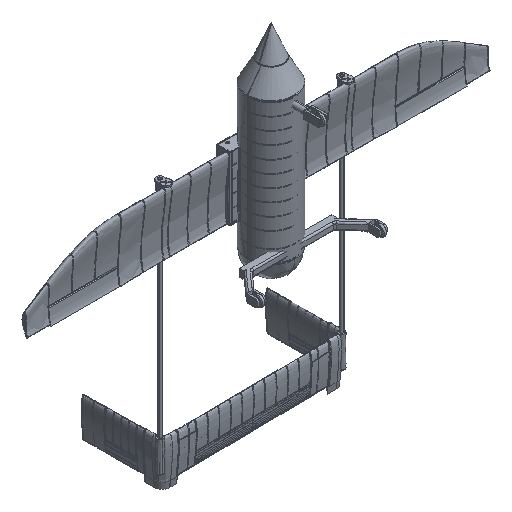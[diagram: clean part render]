
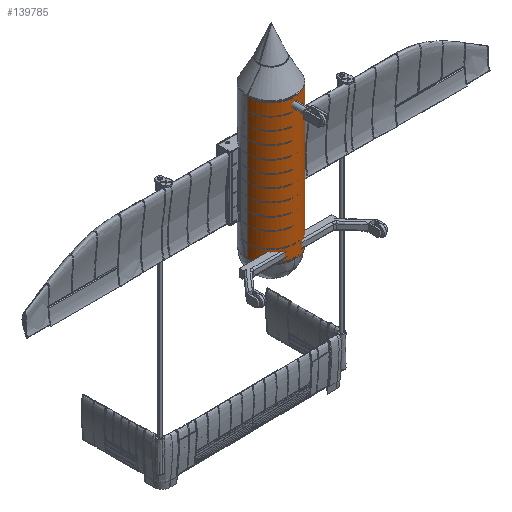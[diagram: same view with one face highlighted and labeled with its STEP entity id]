
A CAD part, isometric view. The second image highlights one B-rep face of the part: STEP entity #139785.
In plain terms, the highlighted free-form (B-spline) face has degree [2, 1] with [5, 2] control points.
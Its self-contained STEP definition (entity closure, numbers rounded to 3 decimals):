
#138150 = VERTEX_POINT('',#138151);
#138151 = CARTESIAN_POINT('',(0.,-181.568,
    -453.921));
#138157 = EDGE_CURVE('',#138150,#138158,#138160,.T.);
#138158 = VERTEX_POINT('',#138159);
#138159 = CARTESIAN_POINT('',(-181.568,0.,
    -453.921));
#138160 = ( BOUNDED_CURVE() B_SPLINE_CURVE(2,(#138161,#138162,#138163),
.UNSPECIFIED.,.F.,.F.) B_SPLINE_CURVE_WITH_KNOTS((3,3),(4.712,
6.283),.PIECEWISE_BEZIER_KNOTS.) CURVE() 
GEOMETRIC_REPRESENTATION_ITEM() RATIONAL_B_SPLINE_CURVE((1.,
0.707,1.)) REPRESENTATION_ITEM('') );
#138161 = CARTESIAN_POINT('',(0.,-181.568,
    -453.921));
#138162 = CARTESIAN_POINT('',(-181.568,-181.568,
    -453.921));
#138163 = CARTESIAN_POINT('',(-181.568,0.,
    -453.921));
#139593 = VERTEX_POINT('',#139594);
#139594 = CARTESIAN_POINT('',(181.568,0.,
    623.775));
#139595 = VERTEX_POINT('',#139596);
#139596 = CARTESIAN_POINT('',(-181.568,0.,
    623.775));
#139604 = EDGE_CURVE('',#139593,#139605,#139607,.T.);
#139605 = VERTEX_POINT('',#139606);
#139606 = CARTESIAN_POINT('',(181.568,0.,
    -453.921));
#139607 = B_SPLINE_CURVE_WITH_KNOTS('',1,(#139608,#139609),
  .UNSPECIFIED.,.F.,.F.,(2,2),(-0.,920.),.PIECEWISE_BEZIER_KNOTS.);
#139608 = CARTESIAN_POINT('',(181.568,0.,
    623.775));
#139609 = CARTESIAN_POINT('',(181.568,0.,
    -453.921));
#139618 = EDGE_CURVE('',#139595,#138158,#139619,.T.);
#139619 = B_SPLINE_CURVE_WITH_KNOTS('',1,(#139620,#139621),
  .UNSPECIFIED.,.F.,.F.,(2,2),(-0.,920.),.PIECEWISE_BEZIER_KNOTS.);
#139620 = CARTESIAN_POINT('',(-181.568,0.,
    623.775));
#139621 = CARTESIAN_POINT('',(-181.568,0.,
    -453.921));
#139785 = ADVANCED_FACE('',(#139786),#139805,.T.);
#139786 = FACE_BOUND('',#139787,.T.);
#139787 = EDGE_LOOP('',(#139788,#139789,#139797,#139798,#139799));
#139788 = ORIENTED_EDGE('',*,*,#139604,.F.);
#139789 = ORIENTED_EDGE('',*,*,#139790,.F.);
#139790 = EDGE_CURVE('',#139595,#139593,#139791,.T.);
#139791 = ( BOUNDED_CURVE() B_SPLINE_CURVE(2,(#139792,#139793,#139794,
#139795,#139796),.UNSPECIFIED.,.F.,.F.) B_SPLINE_CURVE_WITH_KNOTS((3,2,3
    ),(3.142,4.712,6.283),
.PIECEWISE_BEZIER_KNOTS.) CURVE() GEOMETRIC_REPRESENTATION_ITEM() 
RATIONAL_B_SPLINE_CURVE((1.,0.707,1.,0.707,1.)) 
REPRESENTATION_ITEM('') );
#139792 = CARTESIAN_POINT('',(-181.568,0.,
    623.775));
#139793 = CARTESIAN_POINT('',(-181.568,-181.568,
    623.775));
#139794 = CARTESIAN_POINT('',(0.,-181.568,
    623.775));
#139795 = CARTESIAN_POINT('',(181.568,-181.568,
    623.775));
#139796 = CARTESIAN_POINT('',(181.568,0.,
    623.775));
#139797 = ORIENTED_EDGE('',*,*,#139618,.T.);
#139798 = ORIENTED_EDGE('',*,*,#138157,.F.);
#139799 = ORIENTED_EDGE('',*,*,#139800,.F.);
#139800 = EDGE_CURVE('',#139605,#138150,#139801,.T.);
#139801 = ( BOUNDED_CURVE() B_SPLINE_CURVE(2,(#139802,#139803,#139804),
.UNSPECIFIED.,.F.,.F.) B_SPLINE_CURVE_WITH_KNOTS((3,3),(3.142,
4.712),.PIECEWISE_BEZIER_KNOTS.) CURVE() 
GEOMETRIC_REPRESENTATION_ITEM() RATIONAL_B_SPLINE_CURVE((1.,
0.707,1.)) REPRESENTATION_ITEM('') );
#139802 = CARTESIAN_POINT('',(181.568,0.,
    -453.921));
#139803 = CARTESIAN_POINT('',(181.568,-181.568,
    -453.921));
#139804 = CARTESIAN_POINT('',(0.,-181.568,
    -453.921));
#139805 = ( BOUNDED_SURFACE() B_SPLINE_SURFACE(2,1,(
    (#139806,#139807)
    ,(#139808,#139809)
    ,(#139810,#139811)
    ,(#139812,#139813)
    ,(#139814,#139815
)),.UNSPECIFIED.,.F.,.F.,.F.) B_SPLINE_SURFACE_WITH_KNOTS((3,2,3),(2,2),
  (3.142,4.712,6.283),(0.,920.),
.PIECEWISE_BEZIER_KNOTS.) GEOMETRIC_REPRESENTATION_ITEM() 
RATIONAL_B_SPLINE_SURFACE((
    (1.,1.)
    ,(0.707,0.707)
    ,(1.,1.)
    ,(0.707,0.707)
,(1.,1.))) REPRESENTATION_ITEM('') SURFACE() );
#139806 = CARTESIAN_POINT('',(181.568,0.,
    623.775));
#139807 = CARTESIAN_POINT('',(181.568,0.,
    -453.921));
#139808 = CARTESIAN_POINT('',(181.568,-181.568,
    623.775));
#139809 = CARTESIAN_POINT('',(181.568,-181.568,
    -453.921));
#139810 = CARTESIAN_POINT('',(0.,-181.568,
    623.775));
#139811 = CARTESIAN_POINT('',(0.,-181.568,
    -453.921));
#139812 = CARTESIAN_POINT('',(-181.568,-181.568,
    623.775));
#139813 = CARTESIAN_POINT('',(-181.568,-181.568,
    -453.921));
#139814 = CARTESIAN_POINT('',(-181.568,0.,
    623.775));
#139815 = CARTESIAN_POINT('',(-181.568,0.,
    -453.921));
